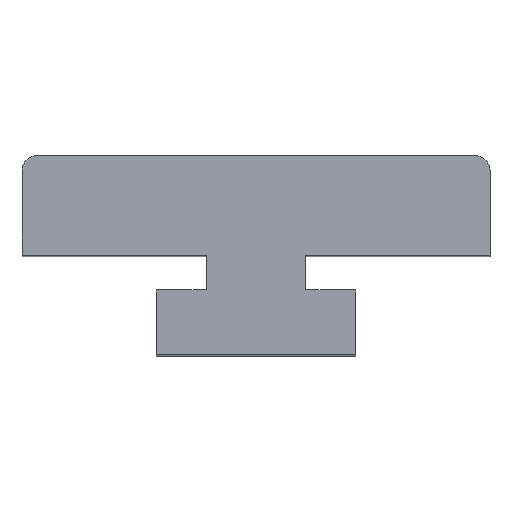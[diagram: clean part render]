
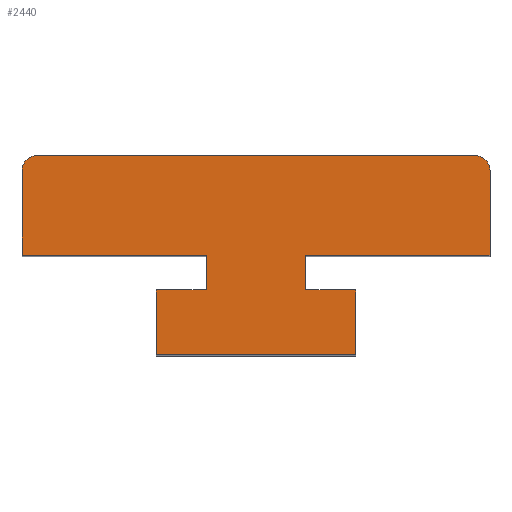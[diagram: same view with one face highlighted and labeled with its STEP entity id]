
A CAD part, top view. The second image highlights one B-rep face of the part: STEP entity #2440.
In plain terms, the highlighted planar face has unit normal (0, 0, 1).
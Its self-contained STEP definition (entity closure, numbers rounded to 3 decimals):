
#1230=CARTESIAN_POINT('',(0.,0.,280.));
#1240=DIRECTION('',(0.,0.,1.));
#1250=DIRECTION('',(1.,0.,0.));
#1260=AXIS2_PLACEMENT_3D('',#1230,#1240,#1250);
#1270=PLANE('',#1260);
#1280=CARTESIAN_POINT('',(-29.172,5.458,280.));
#1290=DIRECTION('',(0.,0.,-1.));
#1300=DIRECTION('',(-1.,0.,0.));
#1310=AXIS2_PLACEMENT_3D('',#1280,#1290,#1300);
#1320=CIRCLE('',#1310,1.5);
#1330=CARTESIAN_POINT('',(-30.672,5.458,280.));
#1340=VERTEX_POINT('',#1330);
#1350=CARTESIAN_POINT('',(-29.172,6.958,280.));
#1360=VERTEX_POINT('',#1350);
#1370=EDGE_CURVE('',#1340,#1360,#1320,.T.);
#1380=ORIENTED_EDGE('',*,*,#1370,.F.);
#1390=CARTESIAN_POINT('',(0.,6.958,280.));
#1400=DIRECTION('',(-1.,0.,0.));
#1410=VECTOR('',#1400,1.);
#1420=LINE('',#1390,#1410);
#1430=CARTESIAN_POINT('',(14.828,6.958,280.));
#1440=VERTEX_POINT('',#1430);
#1450=EDGE_CURVE('',#1440,#1360,#1420,.T.);
#1460=ORIENTED_EDGE('',*,*,#1450,.T.);
#1470=CARTESIAN_POINT('',(14.828,5.458,280.));
#1480=DIRECTION('',(0.,0.,-1.));
#1490=DIRECTION('',(-1.,0.,0.));
#1500=AXIS2_PLACEMENT_3D('',#1470,#1480,#1490);
#1510=CIRCLE('',#1500,1.5);
#1520=CARTESIAN_POINT('',(16.328,5.458,280.));
#1530=VERTEX_POINT('',#1520);
#1540=EDGE_CURVE('',#1440,#1530,#1510,.T.);
#1550=ORIENTED_EDGE('',*,*,#1540,.F.);
#1560=CARTESIAN_POINT('',(16.328,0.,280.));
#1570=DIRECTION('',(0.,1.,0.));
#1580=VECTOR('',#1570,1.);
#1590=LINE('',#1560,#1580);
#1600=CARTESIAN_POINT('',(16.328,-3.042,280.));
#1610=VERTEX_POINT('',#1600);
#1620=EDGE_CURVE('',#1610,#1530,#1590,.T.);
#1630=ORIENTED_EDGE('',*,*,#1620,.T.);
#1640=CARTESIAN_POINT('',(-7.172,-3.042,280.));
#1650=DIRECTION('',(1.,0.,0.));
#1660=VECTOR('',#1650,1.);
#1670=LINE('',#1640,#1660);
#1680=CARTESIAN_POINT('',(-2.172,-3.042,280.));
#1690=VERTEX_POINT('',#1680);
#1700=EDGE_CURVE('',#1690,#1610,#1670,.T.);
#1710=ORIENTED_EDGE('',*,*,#1700,.T.);
#1720=CARTESIAN_POINT('',(-2.172,-3.042,280.));
#1730=DIRECTION('',(0.,-1.,0.));
#1740=VECTOR('',#1730,1.);
#1750=LINE('',#1720,#1740);
#1760=CARTESIAN_POINT('',(-2.172,-6.542,280.));
#1770=VERTEX_POINT('',#1760);
#1780=EDGE_CURVE('',#1690,#1770,#1750,.T.);
#1790=ORIENTED_EDGE('',*,*,#1780,.F.);
#1800=CARTESIAN_POINT('',(-7.172,-6.542,280.));
#1810=DIRECTION('',(1.,0.,0.));
#1820=VECTOR('',#1810,1.);
#1830=LINE('',#1800,#1820);
#1840=CARTESIAN_POINT('',(2.828,-6.542,280.));
#1850=VERTEX_POINT('',#1840);
#1860=EDGE_CURVE('',#1770,#1850,#1830,.T.);
#1870=ORIENTED_EDGE('',*,*,#1860,.F.);
#1880=CARTESIAN_POINT('',(2.828,-13.042,280.));
#1890=DIRECTION('',(0.,1.,0.));
#1900=VECTOR('',#1890,1.);
#1910=LINE('',#1880,#1900);
#1920=CARTESIAN_POINT('',(2.828,-13.042,280.));
#1930=VERTEX_POINT('',#1920);
#1940=EDGE_CURVE('',#1930,#1850,#1910,.T.);
#1950=ORIENTED_EDGE('',*,*,#1940,.T.);
#1960=CARTESIAN_POINT('',(-7.172,-13.042,280.));
#1970=DIRECTION('',(-1.,0.,0.));
#1980=VECTOR('',#1970,1.);
#1990=LINE('',#1960,#1980);
#2000=CARTESIAN_POINT('',(-17.172,-13.042,280.));
#2010=VERTEX_POINT('',#2000);
#2020=EDGE_CURVE('',#1930,#2010,#1990,.T.);
#2030=ORIENTED_EDGE('',*,*,#2020,.F.);
#2040=CARTESIAN_POINT('',(-17.172,-6.542,280.));
#2050=DIRECTION('',(0.,-1.,0.));
#2060=VECTOR('',#2050,1.);
#2070=LINE('',#2040,#2060);
#2080=CARTESIAN_POINT('',(-17.172,-6.542,280.));
#2090=VERTEX_POINT('',#2080);
#2100=EDGE_CURVE('',#2090,#2010,#2070,.T.);
#2110=ORIENTED_EDGE('',*,*,#2100,.T.);
#2120=CARTESIAN_POINT('',(-7.172,-6.542,280.));
#2130=DIRECTION('',(1.,0.,0.));
#2140=VECTOR('',#2130,1.);
#2150=LINE('',#2120,#2140);
#2160=CARTESIAN_POINT('',(-12.172,-6.542,280.));
#2170=VERTEX_POINT('',#2160);
#2180=EDGE_CURVE('',#2090,#2170,#2150,.T.);
#2190=ORIENTED_EDGE('',*,*,#2180,.F.);
#2200=CARTESIAN_POINT('',(-12.172,-3.042,280.));
#2210=DIRECTION('',(0.,1.,0.));
#2220=VECTOR('',#2210,1.);
#2230=LINE('',#2200,#2220);
#2240=CARTESIAN_POINT('',(-12.172,-3.042,280.));
#2250=VERTEX_POINT('',#2240);
#2260=EDGE_CURVE('',#2170,#2250,#2230,.T.);
#2270=ORIENTED_EDGE('',*,*,#2260,.F.);
#2280=CARTESIAN_POINT('',(-7.172,-3.042,280.));
#2290=DIRECTION('',(1.,0.,0.));
#2300=VECTOR('',#2290,1.);
#2310=LINE('',#2280,#2300);
#2320=CARTESIAN_POINT('',(-30.672,-3.042,280.));
#2330=VERTEX_POINT('',#2320);
#2340=EDGE_CURVE('',#2330,#2250,#2310,.T.);
#2350=ORIENTED_EDGE('',*,*,#2340,.T.);
#2360=CARTESIAN_POINT('',(-30.672,0.,280.));
#2370=DIRECTION('',(0.,-1.,0.));
#2380=VECTOR('',#2370,1.);
#2390=LINE('',#2360,#2380);
#2400=EDGE_CURVE('',#1340,#2330,#2390,.T.);
#2410=ORIENTED_EDGE('',*,*,#2400,.T.);
#2420=EDGE_LOOP('',(#2410,#2350,#2270,#2190,#2110,#2030,#1950,#1870,
#1790,#1710,#1630,#1550,#1460,#1380));
#2430=FACE_OUTER_BOUND('',#2420,.T.);
#2440=ADVANCED_FACE('',(#2430),#1270,.T.);
